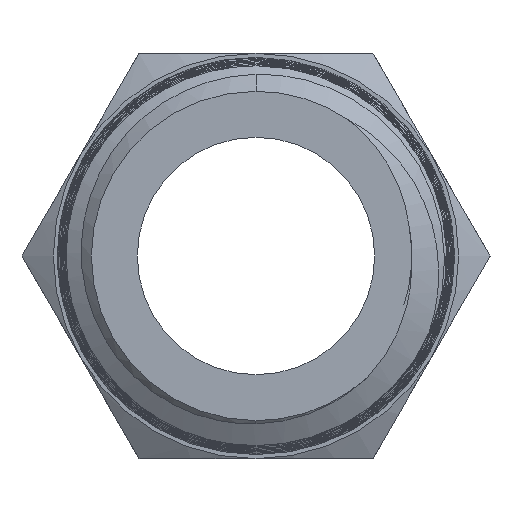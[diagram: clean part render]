
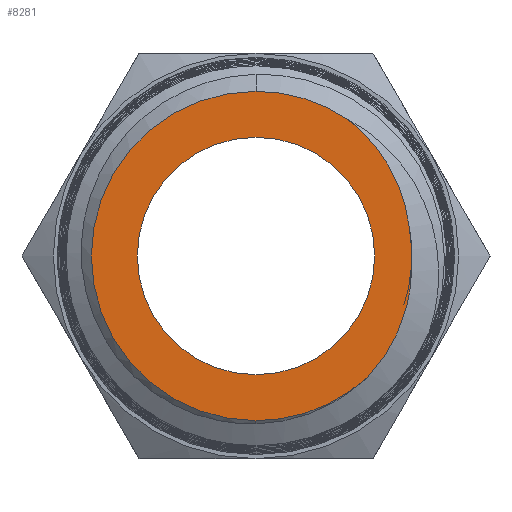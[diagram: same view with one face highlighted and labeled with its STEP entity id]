
A CAD part, front view. The second image highlights one B-rep face of the part: STEP entity #8281.
In plain terms, the highlighted planar face has unit normal (0, -1, 0).
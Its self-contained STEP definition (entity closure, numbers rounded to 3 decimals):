
#135 = EDGE_CURVE ( 'NONE', #484, #7967, #3204, .T. ) ;
#151 = CARTESIAN_POINT ( 'NONE',  ( 0., -15., -4.1 ) ) ;
#484 = VERTEX_POINT ( 'NONE', #2172 ) ;
#547 = EDGE_CURVE ( 'NONE', #7967, #8305, #3826, .T. ) ;
#566 = CARTESIAN_POINT ( 'NONE',  ( 5.001, -15., 2.236 ) ) ;
#647 = CARTESIAN_POINT ( 'NONE',  ( 3.172, -15., 4.721 ) ) ;
#805 = AXIS2_PLACEMENT_3D ( 'NONE', #9983, #4845, #10870 ) ;
#834 = CARTESIAN_POINT ( 'NONE',  ( 0., -15., 0. ) ) ;
#1272 = CIRCLE ( 'NONE', #805, 5.688 ) ;
#1301 = EDGE_CURVE ( 'NONE', #5362, #5122, #8147, .T. ) ;
#1364 = B_SPLINE_CURVE_WITH_KNOTS ( 'NONE', 3,
 ( #9785, #3729, #5503, #566, #6345, #1396, #7194, #2243, #8085, #3047, #8965, #3877, #9821, #4699 ),
 .UNSPECIFIED., .F., .F.,
 ( 4, 2, 2, 2, 2, 2, 4 ),
 ( 0., 0.001, 0.002, 0.002, 0.003, 0.004, 0.004 ),
 .UNSPECIFIED. ) ;
#1373 = VERTEX_POINT ( 'NONE', #647 ) ;
#1396 = CARTESIAN_POINT ( 'NONE',  ( 4.785, -15., 2.745 ) ) ;
#1645 = EDGE_LOOP ( 'NONE', ( #1714, #5046 ) ) ;
#1691 = DIRECTION ( 'NONE',  ( 0., 0., -1. ) ) ;
#1714 = ORIENTED_EDGE ( 'NONE', *, *, #4045, .F. ) ;
#1968 = AXIS2_PLACEMENT_3D ( 'NONE', #9967, #4835, #10856 ) ;
#2172 = CARTESIAN_POINT ( 'NONE',  ( 3.875, -15., -4.164 ) ) ;
#2243 = CARTESIAN_POINT ( 'NONE',  ( 4.427, -15., 3.389 ) ) ;
#2394 = CARTESIAN_POINT ( 'NONE',  ( 5.376, -15., -0.295 ) ) ;
#2509 = CARTESIAN_POINT ( 'NONE',  ( 5.4, -15., 0.134 ) ) ;
#2519 = CARTESIAN_POINT ( 'NONE',  ( 5.372, -15., 0.566 ) ) ;
#2558 = CARTESIAN_POINT ( 'NONE',  ( 5.293, -15., 0.989 ) ) ;
#2627 = CARTESIAN_POINT ( 'NONE',  ( 0., -15., -5.688 ) ) ;
#2693 = DIRECTION ( 'NONE',  ( 0., -1., 0. ) ) ;
#3047 = CARTESIAN_POINT ( 'NONE',  ( 3.854, -15., 4.103 ) ) ;
#3064 = DIRECTION ( 'NONE',  ( 0., -1., 0. ) ) ;
#3204 = B_SPLINE_CURVE_WITH_KNOTS ( 'NONE', 3,
 ( #3777, #4780, #4746, #4811, #4388, #4840, #4878, #4911, #4951, #4990, #5027, #5069 ),
 .UNSPECIFIED., .F., .F.,
 ( 4, 2, 2, 2, 2, 4 ),
 ( 0.003, 0.004, 0.004, 0.005, 0.006, 0.007 ),
 .UNSPECIFIED. ) ;
#3412 = DIRECTION ( 'NONE',  ( 0., 0., -1. ) ) ;
#3494 = CARTESIAN_POINT ( 'NONE',  ( 0., -15., 0. ) ) ;
#3639 = EDGE_CURVE ( 'NONE', #1373, #9126, #8632, .T. ) ;
#3729 = CARTESIAN_POINT ( 'NONE',  ( 5.251, -15., 1.358 ) ) ;
#3772 = AXIS2_PLACEMENT_3D ( 'NONE', #7691, #2693, #8579 ) ;
#3777 = CARTESIAN_POINT ( 'NONE',  ( 3.875, -15., -4.164 ) ) ;
#3826 = B_SPLINE_CURVE_WITH_KNOTS ( 'NONE', 3,
 ( #2394, #2509, #2519, #2558 ),
 .UNSPECIFIED., .F., .F.,
 ( 4, 4 ),
 ( 0., 0.001 ),
 .UNSPECIFIED. ) ;
#3877 = CARTESIAN_POINT ( 'NONE',  ( 3.456, -15., 4.49 ) ) ;
#4045 = EDGE_CURVE ( 'NONE', #5122, #5362, #9574, .T. ) ;
#4056 = EDGE_CURVE ( 'NONE', #9126, #10397, #5005, .T. ) ;
#4113 = CARTESIAN_POINT ( 'NONE',  ( 0., -15., 0. ) ) ;
#4388 = CARTESIAN_POINT ( 'NONE',  ( 4.43, -15., -3.474 ) ) ;
#4699 = CARTESIAN_POINT ( 'NONE',  ( 3.172, -15., 4.721 ) ) ;
#4746 = CARTESIAN_POINT ( 'NONE',  ( 4.11, -15., -3.901 ) ) ;
#4780 = CARTESIAN_POINT ( 'NONE',  ( 3.995, -15., -4.035 ) ) ;
#4811 = CARTESIAN_POINT ( 'NONE',  ( 4.327, -15., -3.621 ) ) ;
#4835 = DIRECTION ( 'NONE',  ( 0., -1., 0. ) ) ;
#4840 = CARTESIAN_POINT ( 'NONE',  ( 4.714, -15., -3.023 ) ) ;
#4845 = DIRECTION ( 'NONE',  ( 0., -1., 0. ) ) ;
#4878 = CARTESIAN_POINT ( 'NONE',  ( 4.873, -15., -2.708 ) ) ;
#4911 = CARTESIAN_POINT ( 'NONE',  ( 5.13, -15., -2.051 ) ) ;
#4932 = DIRECTION ( 'NONE',  ( 0., 0., -1. ) ) ;
#4941 = EDGE_CURVE ( 'NONE', #10397, #484, #1272, .T. ) ;
#4951 = CARTESIAN_POINT ( 'NONE',  ( 5.229, -15., -1.705 ) ) ;
#4990 = CARTESIAN_POINT ( 'NONE',  ( 5.354, -15., -1.006 ) ) ;
#5005 = CIRCLE ( 'NONE', #7724, 5.688 ) ;
#5027 = CARTESIAN_POINT ( 'NONE',  ( 5.383, -15., -0.653 ) ) ;
#5046 = ORIENTED_EDGE ( 'NONE', *, *, #1301, .F. ) ;
#5069 = CARTESIAN_POINT ( 'NONE',  ( 5.376, -15., -0.295 ) ) ;
#5122 = VERTEX_POINT ( 'NONE', #151 ) ;
#5362 = VERTEX_POINT ( 'NONE', #6246 ) ;
#5503 = CARTESIAN_POINT ( 'NONE',  ( 5.172, -15., 1.715 ) ) ;
#6246 = CARTESIAN_POINT ( 'NONE',  ( 0., -15., 4.1 ) ) ;
#6345 = CARTESIAN_POINT ( 'NONE',  ( 4.935, -15., 2.408 ) ) ;
#6485 = PLANE ( 'NONE',  #1968 ) ;
#6609 = DIRECTION ( 'NONE',  ( 0., -1., 0. ) ) ;
#6887 = FACE_BOUND ( 'NONE', #1645, .T. ) ;
#6986 = AXIS2_PLACEMENT_3D ( 'NONE', #3494, #3064, #3412 ) ;
#7135 = AXIS2_PLACEMENT_3D ( 'NONE', #4113, #10077, #4932 ) ;
#7160 = FACE_OUTER_BOUND ( 'NONE', #8209, .T. ) ;
#7194 = CARTESIAN_POINT ( 'NONE',  ( 4.701, -15., 2.911 ) ) ;
#7208 = EDGE_CURVE ( 'NONE', #8305, #1373, #1364, .T. ) ;
#7503 = CARTESIAN_POINT ( 'NONE',  ( 0., -15., 5.688 ) ) ;
#7691 = CARTESIAN_POINT ( 'NONE',  ( 0., -15., 0. ) ) ;
#7724 = AXIS2_PLACEMENT_3D ( 'NONE', #834, #6609, #1691 ) ;
#7967 = VERTEX_POINT ( 'NONE', #8173 ) ;
#8085 = CARTESIAN_POINT ( 'NONE',  ( 4.215, -15., 3.687 ) ) ;
#8147 = CIRCLE ( 'NONE', #6986, 4.1 ) ;
#8173 = CARTESIAN_POINT ( 'NONE',  ( 5.376, -15., -0.295 ) ) ;
#8209 = EDGE_LOOP ( 'NONE', ( #8661, #10733, #9993, #10817, #10884, #8465 ) ) ;
#8281 = ADVANCED_FACE ( 'NONE', ( #6887, #7160 ), #6485, .T. ) ;
#8305 = VERTEX_POINT ( 'NONE', #10894 ) ;
#8465 = ORIENTED_EDGE ( 'NONE', *, *, #135, .T. ) ;
#8579 = DIRECTION ( 'NONE',  ( 0., 0., -1. ) ) ;
#8632 = CIRCLE ( 'NONE', #3772, 5.688 ) ;
#8661 = ORIENTED_EDGE ( 'NONE', *, *, #547, .T. ) ;
#8965 = CARTESIAN_POINT ( 'NONE',  ( 3.725, -15., 4.237 ) ) ;
#9126 = VERTEX_POINT ( 'NONE', #7503 ) ;
#9574 = CIRCLE ( 'NONE', #7135, 4.1 ) ;
#9785 = CARTESIAN_POINT ( 'NONE',  ( 5.293, -15., 0.989 ) ) ;
#9821 = CARTESIAN_POINT ( 'NONE',  ( 3.317, -15., 4.609 ) ) ;
#9967 = CARTESIAN_POINT ( 'NONE',  ( 0., -15., 0. ) ) ;
#9983 = CARTESIAN_POINT ( 'NONE',  ( 0., -15., 0. ) ) ;
#9993 = ORIENTED_EDGE ( 'NONE', *, *, #3639, .T. ) ;
#10077 = DIRECTION ( 'NONE',  ( 0., -1., 0. ) ) ;
#10397 = VERTEX_POINT ( 'NONE', #2627 ) ;
#10733 = ORIENTED_EDGE ( 'NONE', *, *, #7208, .T. ) ;
#10817 = ORIENTED_EDGE ( 'NONE', *, *, #4056, .T. ) ;
#10856 = DIRECTION ( 'NONE',  ( 0., 0., -1. ) ) ;
#10870 = DIRECTION ( 'NONE',  ( 0., 0., -1. ) ) ;
#10884 = ORIENTED_EDGE ( 'NONE', *, *, #4941, .T. ) ;
#10894 = CARTESIAN_POINT ( 'NONE',  ( 5.293, -15., 0.989 ) ) ;
